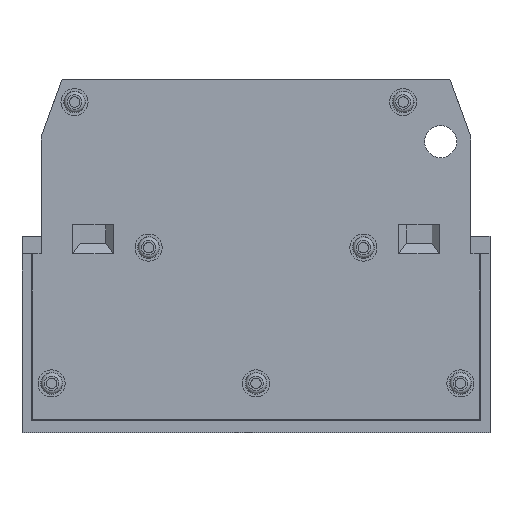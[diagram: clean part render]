
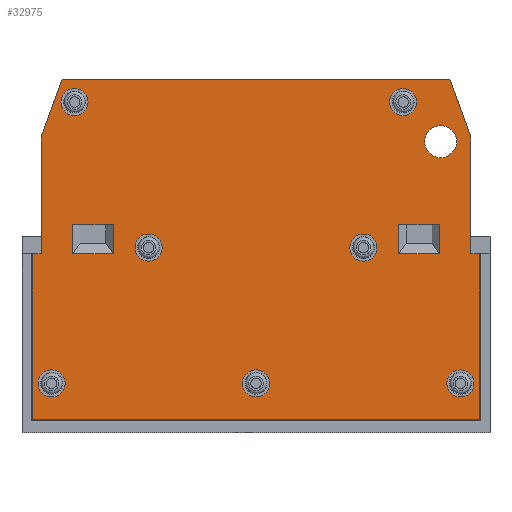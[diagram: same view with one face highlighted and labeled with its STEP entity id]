
A CAD part, front view. The second image highlights one B-rep face of the part: STEP entity #32975.
In plain terms, the highlighted planar face has unit normal (0, -1, 0).
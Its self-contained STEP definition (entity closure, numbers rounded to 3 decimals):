
#32725=CARTESIAN_POINT('',(18.35,-4.3,-29.25));
#32726=VERTEX_POINT('',#32725);
#32727=CARTESIAN_POINT('',(19.65,-4.3,-29.25));
#32728=DIRECTION('',(0.0,-1.0,0.0));
#32729=DIRECTION('',(-1.0,0.0,0.0));
#32730=AXIS2_PLACEMENT_3D('',#32727,#32728,#32729);
#32731=CIRCLE('',#32730,1.3);
#32732=EDGE_CURVE('',#32726,#32726,#32731,.T.);
#32740=CARTESIAN_POINT('',(-21.4,-4.3,0.0));
#32741=DIRECTION('',(0.0,-1.0,0.0));
#32742=DIRECTION('',(0.0,0.0,-1.0));
#32743=AXIS2_PLACEMENT_3D('',#32740,#32741,#32742);
#32744=PLANE('',#32743);
#32745=CARTESIAN_POINT('',(-21.5,-4.3,-16.8));
#32746=VERTEX_POINT('',#32745);
#32747=CARTESIAN_POINT('',(-20.65,-4.3,-16.8));
#32748=VERTEX_POINT('',#32747);
#32749=CARTESIAN_POINT('',(-21.5,-4.3,-16.8));
#32750=DIRECTION('',(1.0,0.0,0.0));
#32751=VECTOR('',#32750,0.85);
#32752=LINE('',#32749,#32751);
#32753=EDGE_CURVE('',#32746,#32748,#32752,.T.);
#32754=ORIENTED_EDGE('',*,*,#32753,.F.);
#32755=CARTESIAN_POINT('',(-21.5,-4.3,-32.7));
#32756=VERTEX_POINT('',#32755);
#32757=CARTESIAN_POINT('',(-21.5,-4.3,-16.8));
#32758=DIRECTION('',(0.0,0.0,-1.0));
#32759=VECTOR('',#32758,15.9);
#32760=LINE('',#32757,#32759);
#32761=EDGE_CURVE('',#32746,#32756,#32760,.T.);
#32762=ORIENTED_EDGE('',*,*,#32761,.T.);
#32763=CARTESIAN_POINT('',(21.5,-4.3,-32.7));
#32764=VERTEX_POINT('',#32763);
#32765=CARTESIAN_POINT('',(-21.5,-4.3,-32.7));
#32766=DIRECTION('',(1.0,0.0,0.0));
#32767=VECTOR('',#32766,43.0);
#32768=LINE('',#32765,#32767);
#32769=EDGE_CURVE('',#32756,#32764,#32768,.T.);
#32770=ORIENTED_EDGE('',*,*,#32769,.T.);
#32771=CARTESIAN_POINT('',(21.5,-4.3,-16.8));
#32772=VERTEX_POINT('',#32771);
#32773=CARTESIAN_POINT('',(21.5,-4.3,-32.7));
#32774=DIRECTION('',(0.0,0.0,1.0));
#32775=VECTOR('',#32774,15.9);
#32776=LINE('',#32773,#32775);
#32777=EDGE_CURVE('',#32764,#32772,#32776,.T.);
#32778=ORIENTED_EDGE('',*,*,#32777,.T.);
#32779=CARTESIAN_POINT('',(20.65,-4.3,-16.8));
#32780=VERTEX_POINT('',#32779);
#32781=CARTESIAN_POINT('',(20.65,-4.3,-16.8));
#32782=DIRECTION('',(1.0,0.0,0.0));
#32783=VECTOR('',#32782,0.85);
#32784=LINE('',#32781,#32783);
#32785=EDGE_CURVE('',#32780,#32772,#32784,.T.);
#32786=ORIENTED_EDGE('',*,*,#32785,.F.);
#32787=CARTESIAN_POINT('',(20.65,-4.3,-5.556));
#32788=VERTEX_POINT('',#32787);
#32789=CARTESIAN_POINT('',(20.65,-4.3,-16.8));
#32790=DIRECTION('',(0.0,0.0,1.0));
#32791=VECTOR('',#32790,11.244);
#32792=LINE('',#32789,#32791);
#32793=EDGE_CURVE('',#32780,#32788,#32792,.T.);
#32794=ORIENTED_EDGE('',*,*,#32793,.T.);
#32795=CARTESIAN_POINT('',(18.65,-4.3,0.0));
#32796=VERTEX_POINT('',#32795);
#32797=CARTESIAN_POINT('',(20.65,-4.3,-5.556));
#32798=DIRECTION('',(-0.339,0.0,0.941));
#32799=VECTOR('',#32798,5.905);
#32800=LINE('',#32797,#32799);
#32801=EDGE_CURVE('',#32788,#32796,#32800,.T.);
#32802=ORIENTED_EDGE('',*,*,#32801,.T.);
#32803=CARTESIAN_POINT('',(-18.65,-4.3,0.0));
#32804=VERTEX_POINT('',#32803);
#32805=CARTESIAN_POINT('',(-18.65,-4.3,0.0));
#32806=DIRECTION('',(1.0,0.0,0.0));
#32807=VECTOR('',#32806,37.3);
#32808=LINE('',#32805,#32807);
#32809=EDGE_CURVE('',#32804,#32796,#32808,.T.);
#32810=ORIENTED_EDGE('',*,*,#32809,.F.);
#32811=CARTESIAN_POINT('',(-20.65,-4.3,-5.556));
#32812=VERTEX_POINT('',#32811);
#32813=CARTESIAN_POINT('',(-18.65,-4.3,0.0));
#32814=DIRECTION('',(-0.339,0.0,-0.941));
#32815=VECTOR('',#32814,5.905);
#32816=LINE('',#32813,#32815);
#32817=EDGE_CURVE('',#32804,#32812,#32816,.T.);
#32818=ORIENTED_EDGE('',*,*,#32817,.T.);
#32819=CARTESIAN_POINT('',(-20.65,-4.3,-5.556));
#32820=DIRECTION('',(0.0,0.0,-1.0));
#32821=VECTOR('',#32820,11.244);
#32822=LINE('',#32819,#32821);
#32823=EDGE_CURVE('',#32812,#32748,#32822,.T.);
#32824=ORIENTED_EDGE('',*,*,#32823,.T.);
#32825=EDGE_LOOP('',(#32754,#32762,#32770,#32778,#32786,#32794,#32802,#32810,#32818,#32824));
#32826=FACE_OUTER_BOUND('',#32825,.T.);
#32827=CARTESIAN_POINT('',(19.3,-4.3,-6.));
#32828=VERTEX_POINT('',#32827);
#32829=CARTESIAN_POINT('',(17.75,-4.3,-6.));
#32830=DIRECTION('',(0.0,-1.0,0.0));
#32831=DIRECTION('',(-1.0,0.0,0.0));
#32832=AXIS2_PLACEMENT_3D('',#32829,#32830,#32831);
#32833=CIRCLE('',#32832,1.55);
#32834=EDGE_CURVE('',#32828,#32828,#32833,.T.);
#32835=ORIENTED_EDGE('',*,*,#32834,.F.);
#32836=EDGE_LOOP('',(#32835));
#32837=FACE_BOUND('',#32836,.T.);
#32838=ORIENTED_EDGE('',*,*,#32732,.F.);
#32839=EDGE_LOOP('',(#32838));
#32840=FACE_BOUND('',#32839,.T.);
#32841=CARTESIAN_POINT('',(-1.3,-4.3,-29.25));
#32842=VERTEX_POINT('',#32841);
#32843=CARTESIAN_POINT('',(0.0,-4.3,-29.25));
#32844=DIRECTION('',(0.0,-1.0,0.0));
#32845=DIRECTION('',(-1.0,0.0,0.0));
#32846=AXIS2_PLACEMENT_3D('',#32843,#32844,#32845);
#32847=CIRCLE('',#32846,1.3);
#32848=EDGE_CURVE('',#32842,#32842,#32847,.T.);
#32849=ORIENTED_EDGE('',*,*,#32848,.F.);
#32850=EDGE_LOOP('',(#32849));
#32851=FACE_BOUND('',#32850,.T.);
#32852=CARTESIAN_POINT('',(-20.95,-4.3,-29.25));
#32853=VERTEX_POINT('',#32852);
#32854=CARTESIAN_POINT('',(-19.65,-4.3,-29.25));
#32855=DIRECTION('',(0.0,-1.0,0.0));
#32856=DIRECTION('',(-1.0,0.0,0.0));
#32857=AXIS2_PLACEMENT_3D('',#32854,#32855,#32856);
#32858=CIRCLE('',#32857,1.3);
#32859=EDGE_CURVE('',#32853,#32853,#32858,.T.);
#32860=ORIENTED_EDGE('',*,*,#32859,.F.);
#32861=EDGE_LOOP('',(#32860));
#32862=FACE_BOUND('',#32861,.T.);
#32863=CARTESIAN_POINT('',(9.025,-4.3,-16.2));
#32864=VERTEX_POINT('',#32863);
#32865=CARTESIAN_POINT('',(10.325,-4.3,-16.2));
#32866=DIRECTION('',(0.0,-1.0,0.0));
#32867=DIRECTION('',(-1.0,0.0,0.0));
#32868=AXIS2_PLACEMENT_3D('',#32865,#32866,#32867);
#32869=CIRCLE('',#32868,1.3);
#32870=EDGE_CURVE('',#32864,#32864,#32869,.T.);
#32871=ORIENTED_EDGE('',*,*,#32870,.F.);
#32872=EDGE_LOOP('',(#32871));
#32873=FACE_BOUND('',#32872,.T.);
#32874=CARTESIAN_POINT('',(-11.625,-4.3,-16.2));
#32875=VERTEX_POINT('',#32874);
#32876=CARTESIAN_POINT('',(-10.325,-4.3,-16.2));
#32877=DIRECTION('',(0.0,-1.0,0.0));
#32878=DIRECTION('',(-1.0,0.0,0.0));
#32879=AXIS2_PLACEMENT_3D('',#32876,#32877,#32878);
#32880=CIRCLE('',#32879,1.3);
#32881=EDGE_CURVE('',#32875,#32875,#32880,.T.);
#32882=ORIENTED_EDGE('',*,*,#32881,.F.);
#32883=EDGE_LOOP('',(#32882));
#32884=FACE_BOUND('',#32883,.T.);
#32885=CARTESIAN_POINT('',(-18.75,-4.3,-2.2));
#32886=VERTEX_POINT('',#32885);
#32887=CARTESIAN_POINT('',(-17.45,-4.3,-2.2));
#32888=DIRECTION('',(0.0,-1.0,0.0));
#32889=DIRECTION('',(-1.0,0.0,0.0));
#32890=AXIS2_PLACEMENT_3D('',#32887,#32888,#32889);
#32891=CIRCLE('',#32890,1.3);
#32892=EDGE_CURVE('',#32886,#32886,#32891,.T.);
#32893=ORIENTED_EDGE('',*,*,#32892,.F.);
#32894=EDGE_LOOP('',(#32893));
#32895=FACE_BOUND('',#32894,.T.);
#32896=CARTESIAN_POINT('',(12.85,-4.3,-2.2));
#32897=VERTEX_POINT('',#32896);
#32898=CARTESIAN_POINT('',(14.15,-4.3,-2.2));
#32899=DIRECTION('',(0.0,-1.0,0.0));
#32900=DIRECTION('',(-1.0,0.0,0.0));
#32901=AXIS2_PLACEMENT_3D('',#32898,#32899,#32900);
#32902=CIRCLE('',#32901,1.3);
#32903=EDGE_CURVE('',#32897,#32897,#32902,.T.);
#32904=ORIENTED_EDGE('',*,*,#32903,.F.);
#32905=EDGE_LOOP('',(#32904));
#32906=FACE_BOUND('',#32905,.T.);
#32907=CARTESIAN_POINT('',(13.725,-4.3,-16.8));
#32908=VERTEX_POINT('',#32907);
#32909=CARTESIAN_POINT('',(13.725,-4.3,-14.));
#32910=VERTEX_POINT('',#32909);
#32911=CARTESIAN_POINT('',(13.725,-4.3,-16.8));
#32912=DIRECTION('',(0.0,0.0,1.0));
#32913=VECTOR('',#32912,2.8);
#32914=LINE('',#32911,#32913);
#32915=EDGE_CURVE('',#32908,#32910,#32914,.T.);
#32916=ORIENTED_EDGE('',*,*,#32915,.T.);
#32917=CARTESIAN_POINT('',(17.625,-4.3,-14.));
#32918=VERTEX_POINT('',#32917);
#32919=CARTESIAN_POINT('',(13.725,-4.3,-14.));
#32920=DIRECTION('',(1.0,0.0,0.0));
#32921=VECTOR('',#32920,3.9);
#32922=LINE('',#32919,#32921);
#32923=EDGE_CURVE('',#32910,#32918,#32922,.T.);
#32924=ORIENTED_EDGE('',*,*,#32923,.T.);
#32925=CARTESIAN_POINT('',(17.625,-4.3,-16.8));
#32926=VERTEX_POINT('',#32925);
#32927=CARTESIAN_POINT('',(17.625,-4.3,-14.));
#32928=DIRECTION('',(0.0,0.0,-1.0));
#32929=VECTOR('',#32928,2.8);
#32930=LINE('',#32927,#32929);
#32931=EDGE_CURVE('',#32918,#32926,#32930,.T.);
#32932=ORIENTED_EDGE('',*,*,#32931,.T.);
#32933=CARTESIAN_POINT('',(17.625,-4.3,-16.8));
#32934=DIRECTION('',(-1.0,0.0,0.0));
#32935=VECTOR('',#32934,3.9);
#32936=LINE('',#32933,#32935);
#32937=EDGE_CURVE('',#32926,#32908,#32936,.T.);
#32938=ORIENTED_EDGE('',*,*,#32937,.T.);
#32939=EDGE_LOOP('',(#32916,#32924,#32932,#32938));
#32940=FACE_BOUND('',#32939,.T.);
#32941=CARTESIAN_POINT('',(-17.625,-4.3,-16.8));
#32942=VERTEX_POINT('',#32941);
#32943=CARTESIAN_POINT('',(-17.625,-4.3,-14.));
#32944=VERTEX_POINT('',#32943);
#32945=CARTESIAN_POINT('',(-17.625,-4.3,-16.8));
#32946=DIRECTION('',(0.0,0.0,1.0));
#32947=VECTOR('',#32946,2.8);
#32948=LINE('',#32945,#32947);
#32949=EDGE_CURVE('',#32942,#32944,#32948,.T.);
#32950=ORIENTED_EDGE('',*,*,#32949,.T.);
#32951=CARTESIAN_POINT('',(-13.725,-4.3,-14.));
#32952=VERTEX_POINT('',#32951);
#32953=CARTESIAN_POINT('',(-17.625,-4.3,-14.));
#32954=DIRECTION('',(1.0,0.0,0.0));
#32955=VECTOR('',#32954,3.9);
#32956=LINE('',#32953,#32955);
#32957=EDGE_CURVE('',#32944,#32952,#32956,.T.);
#32958=ORIENTED_EDGE('',*,*,#32957,.T.);
#32959=CARTESIAN_POINT('',(-13.725,-4.3,-16.8));
#32960=VERTEX_POINT('',#32959);
#32961=CARTESIAN_POINT('',(-13.725,-4.3,-14.));
#32962=DIRECTION('',(0.0,0.0,-1.0));
#32963=VECTOR('',#32962,2.8);
#32964=LINE('',#32961,#32963);
#32965=EDGE_CURVE('',#32952,#32960,#32964,.T.);
#32966=ORIENTED_EDGE('',*,*,#32965,.T.);
#32967=CARTESIAN_POINT('',(-13.725,-4.3,-16.8));
#32968=DIRECTION('',(-1.0,0.0,0.0));
#32969=VECTOR('',#32968,3.9);
#32970=LINE('',#32967,#32969);
#32971=EDGE_CURVE('',#32960,#32942,#32970,.T.);
#32972=ORIENTED_EDGE('',*,*,#32971,.T.);
#32973=EDGE_LOOP('',(#32950,#32958,#32966,#32972));
#32974=FACE_BOUND('',#32973,.T.);
#32975=ADVANCED_FACE('',(#32826,#32837,#32840,#32851,#32862,#32873,#32884,#32895,#32906,#32940,#32974),#32744,.T.);
